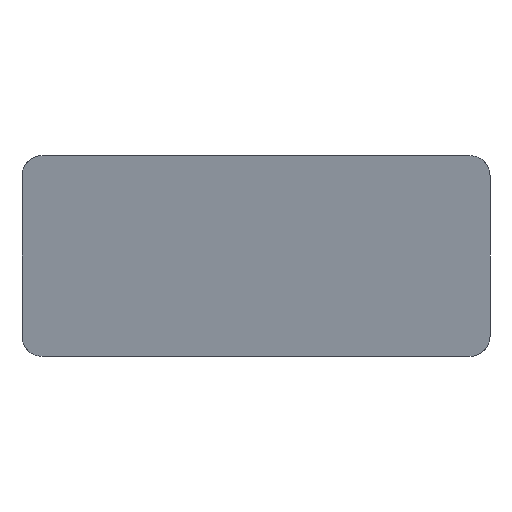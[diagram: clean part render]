
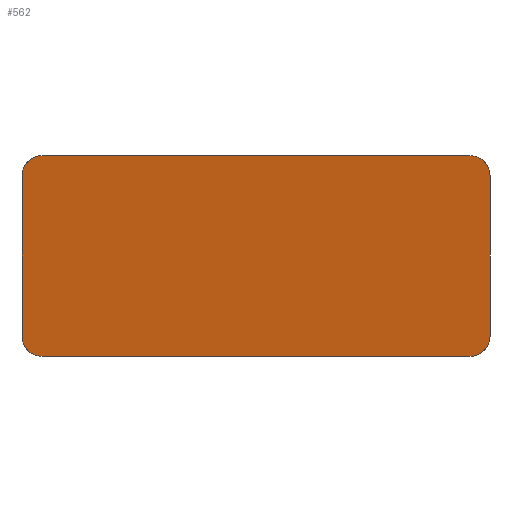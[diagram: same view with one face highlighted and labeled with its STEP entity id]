
A CAD part, front view. The second image highlights one B-rep face of the part: STEP entity #562.
In plain terms, the highlighted planar face has unit normal (0, -0.985, -0.172).
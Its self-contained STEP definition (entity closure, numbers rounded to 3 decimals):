
#44 = CARTESIAN_POINT ( 'NONE',  ( 72.336, -10.45, 9.504 ) ) ;
#69 = CARTESIAN_POINT ( 'NONE',  ( -67.664, -11.5, 15.504 ) ) ;
#102 = CARTESIAN_POINT ( 'NONE',  ( 72.336, -10.45, 9.504 ) ) ;
#154 = CARTESIAN_POINT ( 'NONE',  ( 66.336, -11.5, 15.504 ) ) ;
#207 = VERTEX_POINT ( 'NONE', #102 ) ;
#234 = CARTESIAN_POINT ( 'NONE',  ( -67.664, -11.065, 13.019 ) ) ;
#237 = LINE ( 'NONE', #1094, #851 ) ;
#238 = CARTESIAN_POINT ( 'NONE',  ( -67.664, -10.45, 9.504 ) ) ;
#262 = FACE_OUTER_BOUND ( 'NONE', #813, .T. ) ;
#286 = ORIENTED_EDGE ( 'NONE', *, *, #988, .T. ) ;
#299 = CARTESIAN_POINT ( 'NONE',  ( -67.664, -1.435, -42.01 ) ) ;
#302 = ORIENTED_EDGE ( 'NONE', *, *, #688, .T. ) ;
#324 = VERTEX_POINT ( 'NONE', #238 ) ;
#364 = ORIENTED_EDGE ( 'NONE', *, *, #1274, .T. ) ;
#403 = CARTESIAN_POINT ( 'NONE',  ( -65.178, -1., -44.496 ) ) ;
#436 = CARTESIAN_POINT ( 'NONE',  ( -67.664, -10.45, 9.504 ) ) ;
#455 = CARTESIAN_POINT ( 'NONE',  ( 66.336, -1., -44.496 ) ) ;
#469 =( BOUNDED_CURVE ( )  B_SPLINE_CURVE ( 3, ( #455, #561, #624, #1068 ),
 .UNSPECIFIED., .F., .F. ) 
 B_SPLINE_CURVE_WITH_KNOTS ( ( 4, 4 ),
 ( 0., 1.571 ),
 .UNSPECIFIED. ) 
 CURVE ( )  GEOMETRIC_REPRESENTATION_ITEM ( )  RATIONAL_B_SPLINE_CURVE ( ( 1., 0.805, 0.805, 1. ) ) 
 REPRESENTATION_ITEM ( '' )  );
#483 = EDGE_CURVE ( 'NONE', #207, #580, #583, .T. ) ;
#511 = LINE ( 'NONE', #1045, #1155 ) ;
#548 = CARTESIAN_POINT ( 'NONE',  ( -61.664, -11.5, 15.504 ) ) ;
#561 = CARTESIAN_POINT ( 'NONE',  ( 69.851, -1., -44.496 ) ) ;
#562 = ADVANCED_FACE ( 'NONE', ( #262 ), #1224, .T. ) ;
#567 =( BOUNDED_CURVE ( )  B_SPLINE_CURVE ( 3, ( #723, #299, #403, #835 ),
 .UNSPECIFIED., .F., .T. ) 
 B_SPLINE_CURVE_WITH_KNOTS ( ( 4, 4 ),
 ( 4.712, 6.283 ),
 .UNSPECIFIED. ) 
 CURVE ( )  GEOMETRIC_REPRESENTATION_ITEM ( )  RATIONAL_B_SPLINE_CURVE ( ( 1., 0.805, 0.805, 1. ) ) 
 REPRESENTATION_ITEM ( '' )  );
#572 = ORIENTED_EDGE ( 'NONE', *, *, #587, .F. ) ;
#580 = VERTEX_POINT ( 'NONE', #1111 ) ;
#583 = LINE ( 'NONE', #592, #1053 ) ;
#587 = EDGE_CURVE ( 'NONE', #1356, #1138, #588, .T. ) ;
#588 = LINE ( 'NONE', #1127, #1002 ) ;
#592 = CARTESIAN_POINT ( 'NONE',  ( 72.336, -11.5, 15.504 ) ) ;
#624 = CARTESIAN_POINT ( 'NONE',  ( 72.336, -1.435, -42.01 ) ) ;
#641 = VERTEX_POINT ( 'NONE', #892 ) ;
#683 = DIRECTION ( 'NONE',  ( 0., 0.172, -0.985 ) ) ;
#688 = EDGE_CURVE ( 'NONE', #1239, #641, #567, .T. ) ;
#693 = DIRECTION ( 'NONE',  ( 0., -0.985, -0.172 ) ) ;
#717 = ORIENTED_EDGE ( 'NONE', *, *, #887, .T. ) ;
#723 = CARTESIAN_POINT ( 'NONE',  ( -67.664, -2.05, -38.496 ) ) ;
#724 = CARTESIAN_POINT ( 'NONE',  ( -67.664, -2.05, -38.496 ) ) ;
#732 = CARTESIAN_POINT ( 'NONE',  ( 66.336, -1., -44.496 ) ) ;
#793 = DIRECTION ( 'NONE',  ( 1., 0., 0. ) ) ;
#813 = EDGE_LOOP ( 'NONE', ( #364, #302, #286, #717, #1049, #1078, #572, #834 ) ) ;
#830 = EDGE_CURVE ( 'NONE', #1356, #324, #1124, .T. ) ;
#834 = ORIENTED_EDGE ( 'NONE', *, *, #830, .T. ) ;
#835 = CARTESIAN_POINT ( 'NONE',  ( -61.664, -1., -44.496 ) ) ;
#851 = VECTOR ( 'NONE', #878, 1000. ) ;
#876 = CARTESIAN_POINT ( 'NONE',  ( 72.336, -11.065, 13.019 ) ) ;
#878 = DIRECTION ( 'NONE',  ( 1., 0., 0. ) ) ;
#887 = EDGE_CURVE ( 'NONE', #1249, #580, #469, .T. ) ;
#892 = CARTESIAN_POINT ( 'NONE',  ( -61.664, -1., -44.496 ) ) ;
#931 = DIRECTION ( 'NONE',  ( 0., 0.172, -0.985 ) ) ;
#965 = CARTESIAN_POINT ( 'NONE',  ( 69.851, -11.5, 15.504 ) ) ;
#988 = EDGE_CURVE ( 'NONE', #641, #1249, #237, .T. ) ;
#1002 = VECTOR ( 'NONE', #793, 1000. ) ;
#1022 =( BOUNDED_CURVE ( )  B_SPLINE_CURVE ( 3, ( #44, #876, #965, #154 ),
 .UNSPECIFIED., .F., .F. ) 
 B_SPLINE_CURVE_WITH_KNOTS ( ( 4, 4 ),
 ( 4.712, 6.283 ),
 .UNSPECIFIED. ) 
 CURVE ( )  GEOMETRIC_REPRESENTATION_ITEM ( )  RATIONAL_B_SPLINE_CURVE ( ( 1., 0.805, 0.805, 1. ) ) 
 REPRESENTATION_ITEM ( '' )  );
#1045 = CARTESIAN_POINT ( 'NONE',  ( -67.664, -11.5, 15.504 ) ) ;
#1049 = ORIENTED_EDGE ( 'NONE', *, *, #483, .F. ) ;
#1053 = VECTOR ( 'NONE', #1210, 1000. ) ;
#1068 = CARTESIAN_POINT ( 'NONE',  ( 72.336, -2.05, -38.496 ) ) ;
#1078 = ORIENTED_EDGE ( 'NONE', *, *, #1361, .T. ) ;
#1080 = CARTESIAN_POINT ( 'NONE',  ( -61.664, -11.5, 15.504 ) ) ;
#1094 = CARTESIAN_POINT ( 'NONE',  ( -67.664, -1., -44.496 ) ) ;
#1111 = CARTESIAN_POINT ( 'NONE',  ( 72.336, -2.05, -38.496 ) ) ;
#1124 =( BOUNDED_CURVE ( )  B_SPLINE_CURVE ( 3, ( #1080, #1170, #234, #436 ),
 .UNSPECIFIED., .F., .F. ) 
 B_SPLINE_CURVE_WITH_KNOTS ( ( 4, 4 ),
 ( 0., 1.571 ),
 .UNSPECIFIED. ) 
 CURVE ( )  GEOMETRIC_REPRESENTATION_ITEM ( )  RATIONAL_B_SPLINE_CURVE ( ( 1., 0.805, 0.805, 1. ) ) 
 REPRESENTATION_ITEM ( '' )  );
#1127 = CARTESIAN_POINT ( 'NONE',  ( -67.664, -11.5, 15.504 ) ) ;
#1138 = VERTEX_POINT ( 'NONE', #1233 ) ;
#1155 = VECTOR ( 'NONE', #931, 1000. ) ;
#1170 = CARTESIAN_POINT ( 'NONE',  ( -65.178, -11.5, 15.504 ) ) ;
#1210 = DIRECTION ( 'NONE',  ( 0., 0.172, -0.985 ) ) ;
#1224 = PLANE ( 'NONE',  #1228 ) ;
#1228 = AXIS2_PLACEMENT_3D ( 'NONE', #69, #693, #683 ) ;
#1233 = CARTESIAN_POINT ( 'NONE',  ( 66.336, -11.5, 15.504 ) ) ;
#1239 = VERTEX_POINT ( 'NONE', #724 ) ;
#1249 = VERTEX_POINT ( 'NONE', #732 ) ;
#1274 = EDGE_CURVE ( 'NONE', #324, #1239, #511, .T. ) ;
#1356 = VERTEX_POINT ( 'NONE', #548 ) ;
#1361 = EDGE_CURVE ( 'NONE', #207, #1138, #1022, .T. ) ;
